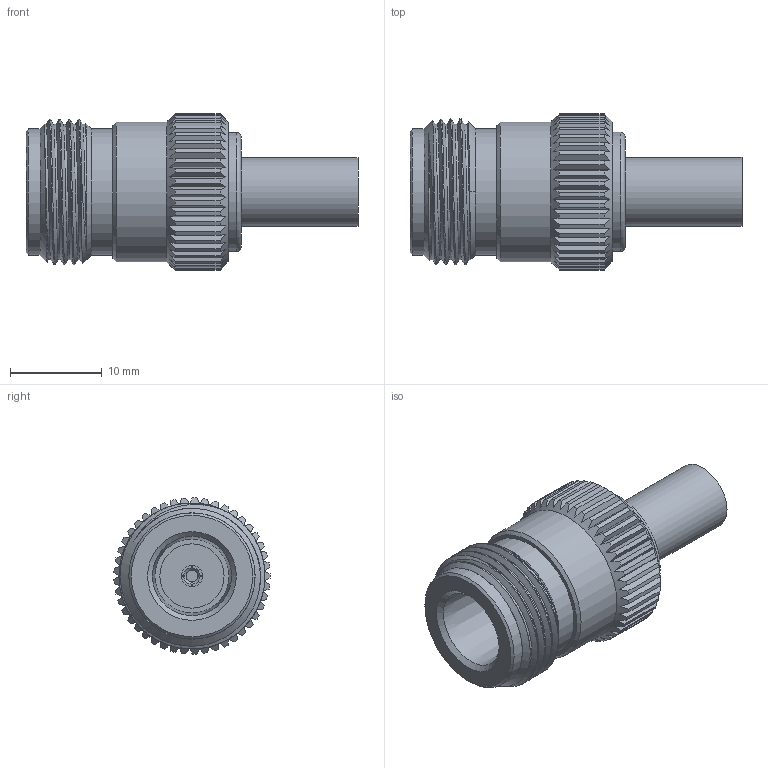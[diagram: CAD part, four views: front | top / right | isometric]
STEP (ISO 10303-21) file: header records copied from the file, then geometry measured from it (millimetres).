
FILE_DESCRIPTION (( 'STEP AP203' ), '1' );
FILE_NAME ('PE44533_3D.step', '2021-04-13T17:35:59', ( '' ), ( '' ), 'SwSTEP 2.0', 'SolidWorks 2020', '' );
FILE_SCHEMA (( 'CONFIG_CONTROL_DESIGN' ));
Length unit declared in the file: inch
Products named in the file (1): PE44533_3D
Bounding box: 36.1 x 16.99 x 17 mm (x, y, z)
Volume: 3887.4 mm3; surface area: 2997.1 mm2
Topology: 2 solids, 2 shells, 206 faces, 560 edges, 371 vertices
Faces by surface type: plane 119, cylinder 69, cone 14, bspline 3, torus 1
Full cylindrical faces by diameter (mm): 1.27 x1, 2.286 x1, 4.2 x1, 5.425 x3, 5.6 x2, 6.6 x1, 6.985 x1, 7.5 x1, 12.948 x1, 13.716 x2, 15.206 x1
Entity records: 7977 total; most frequent: CARTESIAN_POINT 3157, ORIENTED_EDGE 1064, DIRECTION 855, EDGE_CURVE 532, VERTEX_POINT 367, AXIS2_PLACEMENT_3D 349, EDGE_LOOP 245, FACE_OUTER_BOUND 222
